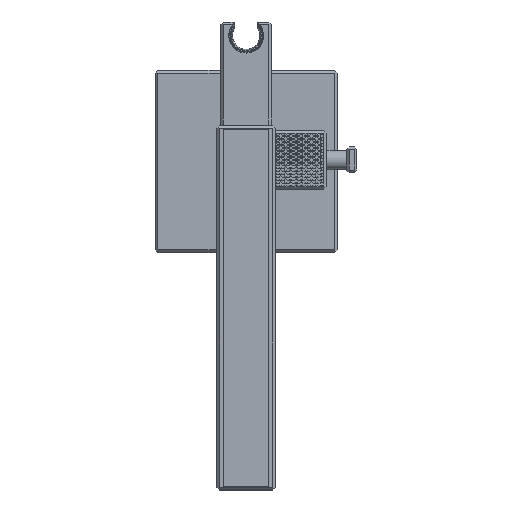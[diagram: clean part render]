
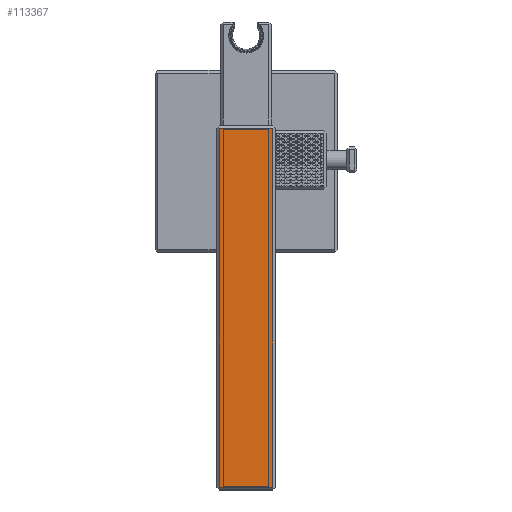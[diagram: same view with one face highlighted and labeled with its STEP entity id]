
A CAD part, top view. The second image highlights one B-rep face of the part: STEP entity #113367.
In plain terms, the highlighted planar face has unit normal (0, 0, 1).
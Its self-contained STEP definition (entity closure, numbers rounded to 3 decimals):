
#719=FACE_OUTER_BOUND('',#8447,.T.);
#8447=EDGE_LOOP('',(#73503,#73504,#73505,#73506));
#16236=LINE('',#162216,#32362);
#16239=LINE('',#162221,#32365);
#16241=LINE('',#162225,#32367);
#16249=LINE('',#162240,#32375);
#32362=VECTOR('',#130083,41.);
#32365=VECTOR('',#130088,276.);
#32367=VECTOR('',#130092,41.);
#32375=VECTOR('',#130108,276.);
#48469=VERTEX_POINT('',#162213);
#48470=VERTEX_POINT('',#162215);
#48471=VERTEX_POINT('',#162220);
#48472=VERTEX_POINT('',#162224);
#57078=EDGE_CURVE('',#48470,#48469,#16236,.T.);
#57081=EDGE_CURVE('',#48471,#48470,#16239,.T.);
#57083=EDGE_CURVE('',#48472,#48471,#16241,.T.);
#57091=EDGE_CURVE('',#48469,#48472,#16249,.T.);
#73503=ORIENTED_EDGE('',*,*,#57078,.T.);
#73504=ORIENTED_EDGE('',*,*,#57091,.T.);
#73505=ORIENTED_EDGE('',*,*,#57083,.T.);
#73506=ORIENTED_EDGE('',*,*,#57081,.T.);
#105681=PLANE('',#121863);
#113367=ADVANCED_FACE('',(#719),#105681,.T.);
#121863=AXIS2_PLACEMENT_3D('',#162241,#130109,#130110);
#130083=DIRECTION('',(1.,0.,0.));
#130088=DIRECTION('',(0.,-1.,0.));
#130092=DIRECTION('',(-1.,0.,0.));
#130108=DIRECTION('',(0.,1.,0.));
#130109=DIRECTION('center_axis',(0.,0.,1.));
#130110=DIRECTION('ref_axis',(1.,0.,0.));
#162213=CARTESIAN_POINT('',(20.5,-393.4,863.7));
#162215=CARTESIAN_POINT('',(-20.5,-393.4,863.7));
#162216=CARTESIAN_POINT('',(-20.5,-393.4,863.7));
#162220=CARTESIAN_POINT('',(-20.5,-117.4,863.7));
#162221=CARTESIAN_POINT('',(-20.5,-117.4,863.7));
#162224=CARTESIAN_POINT('',(20.5,-117.4,863.7));
#162225=CARTESIAN_POINT('',(20.5,-117.4,863.7));
#162240=CARTESIAN_POINT('',(20.5,-393.4,863.7));
#162241=CARTESIAN_POINT('Origin',(0.,-115.4,863.7));
